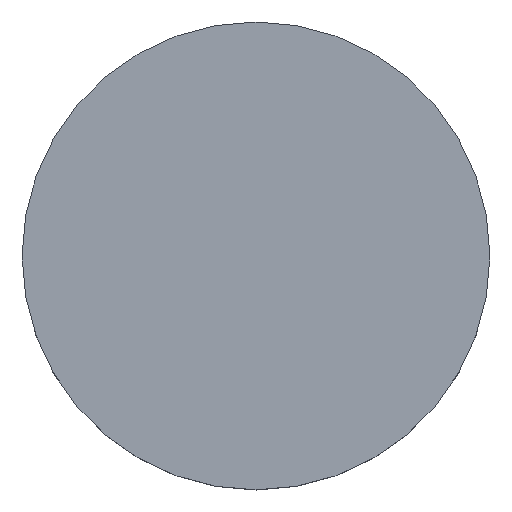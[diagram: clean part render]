
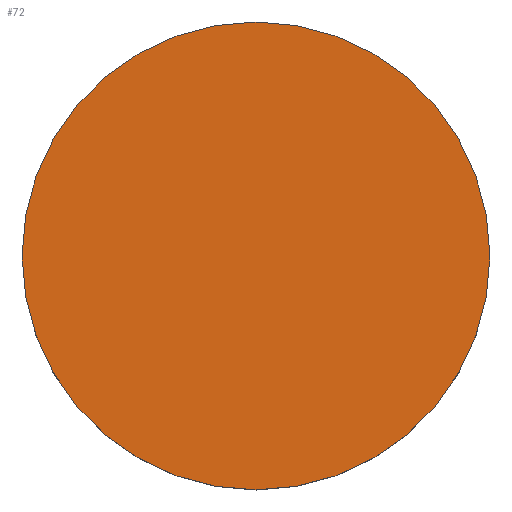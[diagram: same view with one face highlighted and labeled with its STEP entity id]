
A CAD part, top view. The second image highlights one B-rep face of the part: STEP entity #72.
In plain terms, the highlighted planar face has unit normal (0, 0, 1).
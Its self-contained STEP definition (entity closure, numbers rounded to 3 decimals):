
#25=CARTESIAN_POINT('',(0.0,20.0,0.));
#26=VERTEX_POINT('',#25);
#33=CARTESIAN_POINT('',(0.0,-20.0,0.));
#34=VERTEX_POINT('',#33);
#35=CARTESIAN_POINT('',(0.0,0.0,0.0));
#36=DIRECTION('',(0.0,0.,1.0));
#37=DIRECTION('',(0.0,1.0,0.));
#38=AXIS2_PLACEMENT_3D('',#35,#36,#37);
#39=CIRCLE('',#38,20.0);
#40=EDGE_CURVE('',#34,#26,#39,.T.);
#42=CARTESIAN_POINT('',(0.0,0.0,0.0));
#43=DIRECTION('',(0.0,0.,1.0));
#44=DIRECTION('',(0.0,1.0,0.));
#45=AXIS2_PLACEMENT_3D('',#42,#43,#44);
#46=CIRCLE('',#45,20.0);
#47=EDGE_CURVE('',#26,#34,#46,.T.);
#63=CARTESIAN_POINT('',(24.,-24.,0.));
#64=DIRECTION('',(0.0,0.0,1.0));
#65=DIRECTION('',(0.0,1.0,0.0));
#66=AXIS2_PLACEMENT_3D('',#63,#64,#65);
#67=PLANE('',#66);
#68=ORIENTED_EDGE('',*,*,#47,.T.);
#69=ORIENTED_EDGE('',*,*,#40,.T.);
#70=EDGE_LOOP('',(#68,#69));
#71=FACE_OUTER_BOUND('',#70,.T.);
#72=ADVANCED_FACE('',(#71),#67,.T.);
